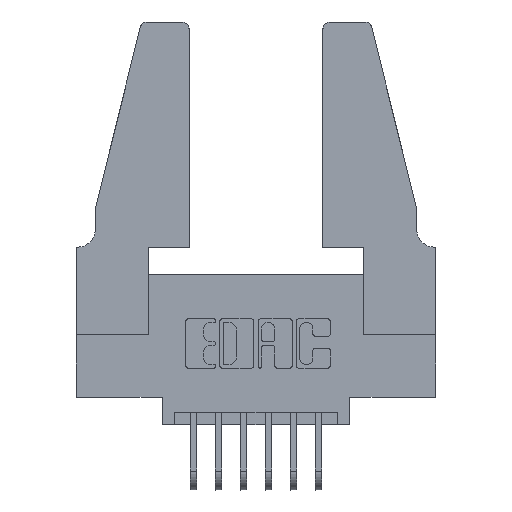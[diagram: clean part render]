
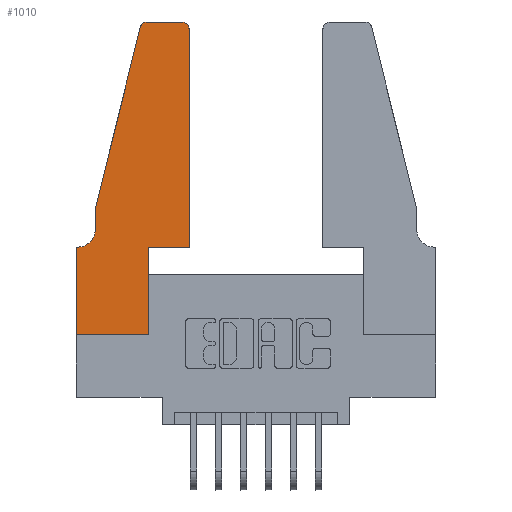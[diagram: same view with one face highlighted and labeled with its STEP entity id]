
A CAD part, top view. The second image highlights one B-rep face of the part: STEP entity #1010.
In plain terms, the highlighted planar face has unit normal (0, 0, 1).
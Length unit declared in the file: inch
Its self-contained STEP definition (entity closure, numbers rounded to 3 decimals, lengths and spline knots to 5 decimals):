
#3 = ORIENTED_EDGE ( 'NONE', *, *, #6502, .T. ) ;
#119 = CARTESIAN_POINT ( 'NONE',  ( 0.284, 1.25, 0.37 ) ) ;
#138 = ORIENTED_EDGE ( 'NONE', *, *, #7100, .T. ) ;
#224 = VECTOR ( 'NONE', #10321, 39.37008 ) ;
#358 = LINE ( 'NONE', #11490, #4737 ) ;
#428 = DIRECTION ( 'NONE',  ( 1., 0., 0. ) ) ;
#525 = CARTESIAN_POINT ( 'NONE',  ( 0., 0.35, 0.37 ) ) ;
#810 = ORIENTED_EDGE ( 'NONE', *, *, #3593, .T. ) ;
#923 = VERTEX_POINT ( 'NONE', #1240 ) ;
#976 = EDGE_CURVE ( 'NONE', #1546, #13349, #12961, .T. ) ;
#1010 = ADVANCED_FACE ( 'NONE', ( #9838 ), #10805, .T. ) ;
#1198 = DIRECTION ( 'NONE',  ( 0., 1., 0. ) ) ;
#1203 = VERTEX_POINT ( 'NONE', #1362 ) ;
#1240 = CARTESIAN_POINT ( 'NONE',  ( 0.4205, 1.25, 0.37 ) ) ;
#1333 = CARTESIAN_POINT ( 'NONE',  ( 0.0755, 0.35, 0.37 ) ) ;
#1362 = CARTESIAN_POINT ( 'NONE',  ( 0.2865, 0.35, 0.37 ) ) ;
#1478 = LINE ( 'NONE', #8831, #3933 ) ;
#1546 = VERTEX_POINT ( 'NONE', #12941 ) ;
#1586 = VECTOR ( 'NONE', #4296, 39.37008 ) ;
#1617 = LINE ( 'NONE', #5279, #5513 ) ;
#1672 = CIRCLE ( 'NONE', #3023, 0.07 ) ;
#2054 = CARTESIAN_POINT ( 'NONE',  ( 0.0755, 0.5, 0.37 ) ) ;
#2110 = CARTESIAN_POINT ( 'NONE',  ( 0.4505, 0.35, 0.37 ) ) ;
#3023 = AXIS2_PLACEMENT_3D ( 'NONE', #12293, #6032, #4047 ) ;
#3249 = LINE ( 'NONE', #2054, #6033 ) ;
#3514 = DIRECTION ( 'NONE',  ( 0., 0., 1. ) ) ;
#3550 = DIRECTION ( 'NONE',  ( 0., 0., 1. ) ) ;
#3560 = CARTESIAN_POINT ( 'NONE',  ( 0.0755, 0.42, 0.37 ) ) ;
#3593 = EDGE_CURVE ( 'NONE', #5139, #1546, #1672, .T. ) ;
#3678 = DIRECTION ( 'NONE',  ( 1., 0., 0. ) ) ;
#3933 = VECTOR ( 'NONE', #5552, 39.37008 ) ;
#4047 = DIRECTION ( 'NONE',  ( -1., 0., 0. ) ) ;
#4056 = LINE ( 'NONE', #7420, #10563 ) ;
#4133 = DIRECTION ( 'NONE',  ( 0., -1., 0. ) ) ;
#4259 = EDGE_CURVE ( 'NONE', #9102, #13401, #1478, .T. ) ;
#4296 = DIRECTION ( 'NONE',  ( -0.239, -0.971, 0. ) ) ;
#4305 = VERTEX_POINT ( 'NONE', #119 ) ;
#4359 = VECTOR ( 'NONE', #4133, 39.37008 ) ;
#4391 = ORIENTED_EDGE ( 'NONE', *, *, #8624, .T. ) ;
#4551 = DIRECTION ( 'NONE',  ( 1., 0., 0. ) ) ;
#4615 = CARTESIAN_POINT ( 'NONE',  ( 0.0755, 0.5, 0.37 ) ) ;
#4737 = VECTOR ( 'NONE', #13470, 39.37008 ) ;
#4776 = CARTESIAN_POINT ( 'NONE',  ( 0.284, 1.22, 0.37 ) ) ;
#5139 = VERTEX_POINT ( 'NONE', #3560 ) ;
#5279 = CARTESIAN_POINT ( 'NONE',  ( 0.4505, 0.35, 0.37 ) ) ;
#5513 = VECTOR ( 'NONE', #9514, 39.37008 ) ;
#5552 = DIRECTION ( 'NONE',  ( 1., 0., 0. ) ) ;
#5848 = EDGE_CURVE ( 'NONE', #13349, #9102, #13525, .T. ) ;
#6032 = DIRECTION ( 'NONE',  ( 0., 0., -1. ) ) ;
#6033 = VECTOR ( 'NONE', #11364, 39.37008 ) ;
#6183 = CARTESIAN_POINT ( 'NONE',  ( 0.4505, 0.35, 0.37 ) ) ;
#6264 = ORIENTED_EDGE ( 'NONE', *, *, #4259, .T. ) ;
#6376 = VERTEX_POINT ( 'NONE', #12234 ) ;
#6502 = EDGE_CURVE ( 'NONE', #13401, #1203, #4056, .T. ) ;
#6615 = AXIS2_PLACEMENT_3D ( 'NONE', #11069, #9875, #3678 ) ;
#6623 = ORIENTED_EDGE ( 'NONE', *, *, #10288, .T. ) ;
#7100 = EDGE_CURVE ( 'NONE', #6376, #12177, #7768, .T. ) ;
#7320 = CIRCLE ( 'NONE', #6615, 0.03 ) ;
#7420 = CARTESIAN_POINT ( 'NONE',  ( 0.2865, 0.35, 0.37 ) ) ;
#7768 = LINE ( 'NONE', #12830, #1586 ) ;
#7996 = EDGE_CURVE ( 'NONE', #923, #4305, #358, .T. ) ;
#8039 = LINE ( 'NONE', #2110, #224 ) ;
#8466 = ORIENTED_EDGE ( 'NONE', *, *, #7996, .T. ) ;
#8613 = DIRECTION ( 'NONE',  ( -1., 0., 0. ) ) ;
#8624 = EDGE_CURVE ( 'NONE', #13387, #923, #7320, .T. ) ;
#8831 = CARTESIAN_POINT ( 'NONE',  ( 0., 0., 0.37 ) ) ;
#8856 = EDGE_CURVE ( 'NONE', #12177, #5139, #3249, .T. ) ;
#8862 = ORIENTED_EDGE ( 'NONE', *, *, #12892, .T. ) ;
#8975 = ORIENTED_EDGE ( 'NONE', *, *, #5848, .T. ) ;
#9102 = VERTEX_POINT ( 'NONE', #13226 ) ;
#9514 = DIRECTION ( 'NONE',  ( 0., 1., 0. ) ) ;
#9673 = VECTOR ( 'NONE', #8613, 39.37008 ) ;
#9838 = FACE_OUTER_BOUND ( 'NONE', #13413, .T. ) ;
#9875 = DIRECTION ( 'NONE',  ( 0., 0., 1. ) ) ;
#10033 = CARTESIAN_POINT ( 'NONE',  ( 0., 0.35, 0.37 ) ) ;
#10083 = ORIENTED_EDGE ( 'NONE', *, *, #976, .T. ) ;
#10087 = EDGE_CURVE ( 'NONE', #10466, #13387, #1617, .T. ) ;
#10216 = CARTESIAN_POINT ( 'NONE',  ( 0.4505, 1.22, 0.37 ) ) ;
#10269 = AXIS2_PLACEMENT_3D ( 'NONE', #525, #3514, #4551 ) ;
#10288 = EDGE_CURVE ( 'NONE', #4305, #6376, #13031, .T. ) ;
#10321 = DIRECTION ( 'NONE',  ( 1., 0., 0. ) ) ;
#10466 = VERTEX_POINT ( 'NONE', #6183 ) ;
#10563 = VECTOR ( 'NONE', #1198, 39.37008 ) ;
#10805 = PLANE ( 'NONE',  #10269 ) ;
#11069 = CARTESIAN_POINT ( 'NONE',  ( 0.4205, 1.22, 0.37 ) ) ;
#11172 = AXIS2_PLACEMENT_3D ( 'NONE', #4776, #3550, #428 ) ;
#11364 = DIRECTION ( 'NONE',  ( 0., -1., 0. ) ) ;
#11490 = CARTESIAN_POINT ( 'NONE',  ( 0.2605, 1.25, 0.37 ) ) ;
#11795 = ORIENTED_EDGE ( 'NONE', *, *, #10087, .T. ) ;
#12177 = VERTEX_POINT ( 'NONE', #4615 ) ;
#12234 = CARTESIAN_POINT ( 'NONE',  ( 0.25487, 1.22718, 0.37 ) ) ;
#12293 = CARTESIAN_POINT ( 'NONE',  ( 0.0055, 0.42, 0.37 ) ) ;
#12567 = ORIENTED_EDGE ( 'NONE', *, *, #8856, .T. ) ;
#12830 = CARTESIAN_POINT ( 'NONE',  ( 0.0755, 0.5, 0.37 ) ) ;
#12892 = EDGE_CURVE ( 'NONE', #1203, #10466, #8039, .T. ) ;
#12941 = CARTESIAN_POINT ( 'NONE',  ( 0.0055, 0.35, 0.37 ) ) ;
#12961 = LINE ( 'NONE', #1333, #9673 ) ;
#13031 = CIRCLE ( 'NONE', #11172, 0.03 ) ;
#13226 = CARTESIAN_POINT ( 'NONE',  ( 0., 0., 0.37 ) ) ;
#13349 = VERTEX_POINT ( 'NONE', #10033 ) ;
#13387 = VERTEX_POINT ( 'NONE', #10216 ) ;
#13401 = VERTEX_POINT ( 'NONE', #13439 ) ;
#13413 = EDGE_LOOP ( 'NONE', ( #8466, #6623, #138, #12567, #810, #10083, #8975, #6264, #3, #8862, #11795, #4391 ) ) ;
#13439 = CARTESIAN_POINT ( 'NONE',  ( 0.2865, 0., 0.37 ) ) ;
#13470 = DIRECTION ( 'NONE',  ( -1., 0., 0. ) ) ;
#13494 = CARTESIAN_POINT ( 'NONE',  ( 0., 0., 0.37 ) ) ;
#13525 = LINE ( 'NONE', #13494, #4359 ) ;
